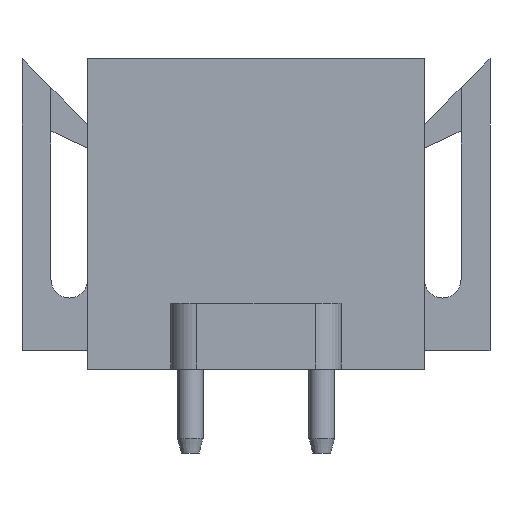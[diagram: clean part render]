
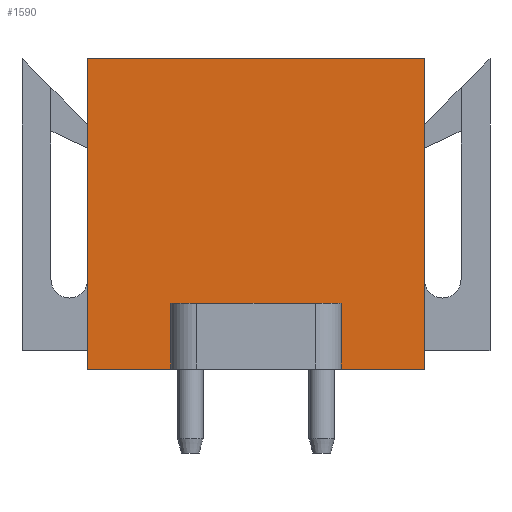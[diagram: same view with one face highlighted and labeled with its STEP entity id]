
A CAD part, left-side view. The second image highlights one B-rep face of the part: STEP entity #1590.
In plain terms, the highlighted planar face has unit normal (-1, 0, 0).
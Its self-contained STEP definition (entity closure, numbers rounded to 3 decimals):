
#1545=AXIS2_PLACEMENT_3D('Plane Axis2P3D',#1542,#1543,#1544) ;
#1292=CARTESIAN_POINT('Vertex',(4.95,2.5,15.)) ;
#1295=CARTESIAN_POINT('Line Origine',(4.95,2.5,9.1)) ;
#1299=CARTESIAN_POINT('Vertex',(4.95,2.5,3.2)) ;
#1413=CARTESIAN_POINT('Vertex',(4.95,15.3,15.)) ;
#1416=CARTESIAN_POINT('Line Origine',(4.95,8.9,15.)) ;
#1494=CARTESIAN_POINT('Vertex',(4.95,15.3,3.2)) ;
#1497=CARTESIAN_POINT('Line Origine',(4.95,15.3,9.1)) ;
#1542=CARTESIAN_POINT('Axis2P3D Location',(4.95,15.3,0.)) ;
#1547=CARTESIAN_POINT('Line Origine',(4.95,4.075,3.2)) ;
#1551=CARTESIAN_POINT('Vertex',(4.95,5.65,3.2)) ;
#1554=CARTESIAN_POINT('Line Origine',(4.95,13.725,3.2)) ;
#1558=CARTESIAN_POINT('Vertex',(4.95,12.15,3.2)) ;
#1561=CARTESIAN_POINT('Line Origine',(4.95,12.15,4.45)) ;
#1565=CARTESIAN_POINT('Vertex',(4.95,12.15,5.7)) ;
#1568=CARTESIAN_POINT('Line Origine',(4.95,8.9,5.7)) ;
#1572=CARTESIAN_POINT('Vertex',(4.95,5.65,5.7)) ;
#1575=CARTESIAN_POINT('Line Origine',(4.95,5.65,4.45)) ;
#1296=DIRECTION('Vector Direction',(0.,0.,1.)) ;
#1417=DIRECTION('Vector Direction',(0.,-1.,0.)) ;
#1498=DIRECTION('Vector Direction',(0.,0.,1.)) ;
#1543=DIRECTION('Axis2P3D Direction',(-1.,0.,0.)) ;
#1544=DIRECTION('Axis2P3D XDirection',(0.,-1.,0.)) ;
#1548=DIRECTION('Vector Direction',(0.,-1.,0.)) ;
#1555=DIRECTION('Vector Direction',(0.,-1.,0.)) ;
#1562=DIRECTION('Vector Direction',(0.,0.,1.)) ;
#1569=DIRECTION('Vector Direction',(0.,-1.,0.)) ;
#1576=DIRECTION('Vector Direction',(0.,0.,1.)) ;
#1297=VECTOR('Line Direction',#1296,1.) ;
#1418=VECTOR('Line Direction',#1417,1.) ;
#1499=VECTOR('Line Direction',#1498,1.) ;
#1549=VECTOR('Line Direction',#1548,1.) ;
#1556=VECTOR('Line Direction',#1555,1.) ;
#1563=VECTOR('Line Direction',#1562,1.) ;
#1570=VECTOR('Line Direction',#1569,1.) ;
#1577=VECTOR('Line Direction',#1576,1.) ;
#1581=ORIENTED_EDGE('',*,*,#1553,.T.) ;
#1582=ORIENTED_EDGE('',*,*,#1301,.T.) ;
#1583=ORIENTED_EDGE('',*,*,#1420,.F.) ;
#1584=ORIENTED_EDGE('',*,*,#1501,.F.) ;
#1585=ORIENTED_EDGE('',*,*,#1560,.T.) ;
#1586=ORIENTED_EDGE('',*,*,#1567,.T.) ;
#1587=ORIENTED_EDGE('',*,*,#1574,.F.) ;
#1588=ORIENTED_EDGE('',*,*,#1579,.F.) ;
#1590=ADVANCED_FACE('Hauptkoerper',(#1589),#1546,.T.) ;
#1301=EDGE_CURVE('',#1300,#1293,#1298,.T.) ;
#1420=EDGE_CURVE('',#1414,#1293,#1419,.T.) ;
#1501=EDGE_CURVE('',#1495,#1414,#1500,.T.) ;
#1553=EDGE_CURVE('',#1552,#1300,#1550,.T.) ;
#1560=EDGE_CURVE('',#1495,#1559,#1557,.T.) ;
#1567=EDGE_CURVE('',#1559,#1566,#1564,.T.) ;
#1574=EDGE_CURVE('',#1573,#1566,#1571,.F.) ;
#1579=EDGE_CURVE('',#1552,#1573,#1578,.T.) ;
#1580=EDGE_LOOP('',(#1581,#1582,#1583,#1584,#1585,#1586,#1587,#1588)) ;
#1589=FACE_OUTER_BOUND('',#1580,.T.) ;
#1298=LINE('Line',#1295,#1297) ;
#1419=LINE('Line',#1416,#1418) ;
#1500=LINE('Line',#1497,#1499) ;
#1550=LINE('Line',#1547,#1549) ;
#1557=LINE('Line',#1554,#1556) ;
#1564=LINE('Line',#1561,#1563) ;
#1571=LINE('Line',#1568,#1570) ;
#1578=LINE('Line',#1575,#1577) ;
#1546=PLANE('',#1545) ;
#1293=VERTEX_POINT('',#1292) ;
#1300=VERTEX_POINT('',#1299) ;
#1414=VERTEX_POINT('',#1413) ;
#1495=VERTEX_POINT('',#1494) ;
#1552=VERTEX_POINT('',#1551) ;
#1559=VERTEX_POINT('',#1558) ;
#1566=VERTEX_POINT('',#1565) ;
#1573=VERTEX_POINT('',#1572) ;
